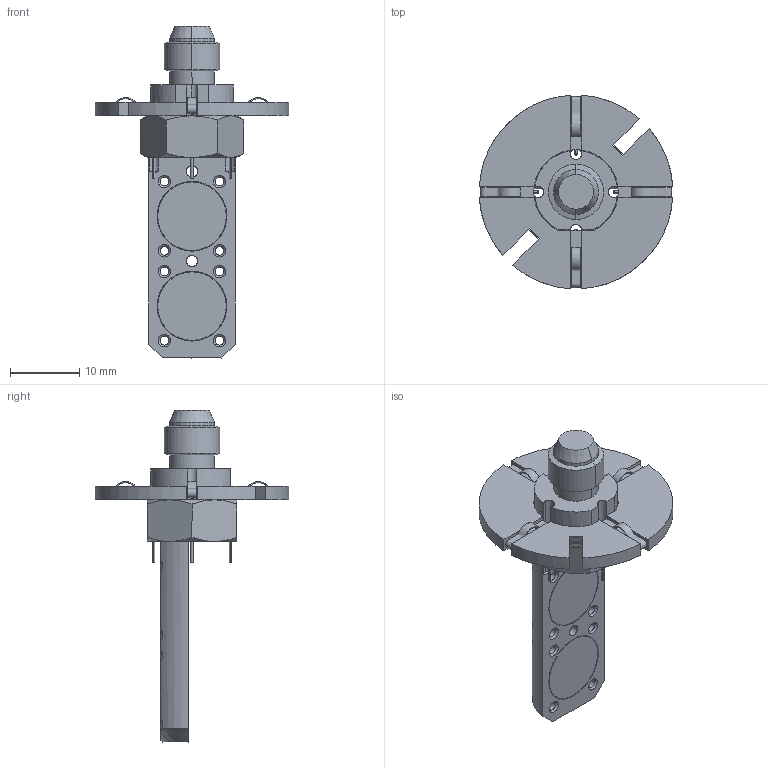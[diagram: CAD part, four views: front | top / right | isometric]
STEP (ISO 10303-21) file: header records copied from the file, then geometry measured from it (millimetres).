
FILE_DESCRIPTION(/* description */ (''),/* implementation_level */ '2;1');
FILE_NAME(/* name */ 'Hector Original Sample Holder.stp',/* time_stamp */ '2018-02-12T14:36:46+01:00',/* author */ (''),/* organization */ (''),/* preprocessor_version */ 'ST-DEVELOPER v16',/* originating_system */ 'SIEMENS PLM Software NX 10.0',/* authorisation */ '');
FILE_SCHEMA (('AUTOMOTIVE_DESIGN { 1 0 10303 214 3 1 1 1 }'));
Length unit declared in the file: millimetre
Products named in the file (12): Sample Connector Wire-oa4_1; Sample Connector-oa1_1; Sample Connector_1; Sample Connector Wire-oa3_1; Sample Connector Wire_1; Sample Connector-oa0_1; Double Sample Holder v1_1; Sample Connector-oa2_1; Sample Connector Wire-oa5_1; M01.0x004.2csk_1; SCA0088-02 Sample_1; Hector Original Sample Holder
Assembly tree (12 placements, depth 2):
  Hector Original Sample Holder
    SCA0088-02 Sample_1
    M01.0x004.2csk_1  x2
    Sample Connector Wire-oa5_1
    Sample Connector-oa2_1
    Double Sample Holder v1_1
    Sample Connector-oa0_1
    Sample Connector Wire_1
    Sample Connector Wire-oa3_1
    Sample Connector_1
    Sample Connector-oa1_1
    Sample Connector Wire-oa4_1
Bounding box: 27.96 x 27.96 x 48 mm (x, y, z)
Volume: 3768.7 mm3; surface area: 3625.2 mm2
Topology: 12 solids, 12 shells, 298 faces, 833 edges, 547 vertices
Faces by surface type: plane 104, cone 94, cylinder 92, bspline 8
Entity records: 11828 total; most frequent: CARTESIAN_POINT 4467, ORIENTED_EDGE 1590, DIRECTION 1311, EDGE_CURVE 795, VERTEX_POINT 524, AXIS2_PLACEMENT_3D 465, LINE 381, VECTOR 381
